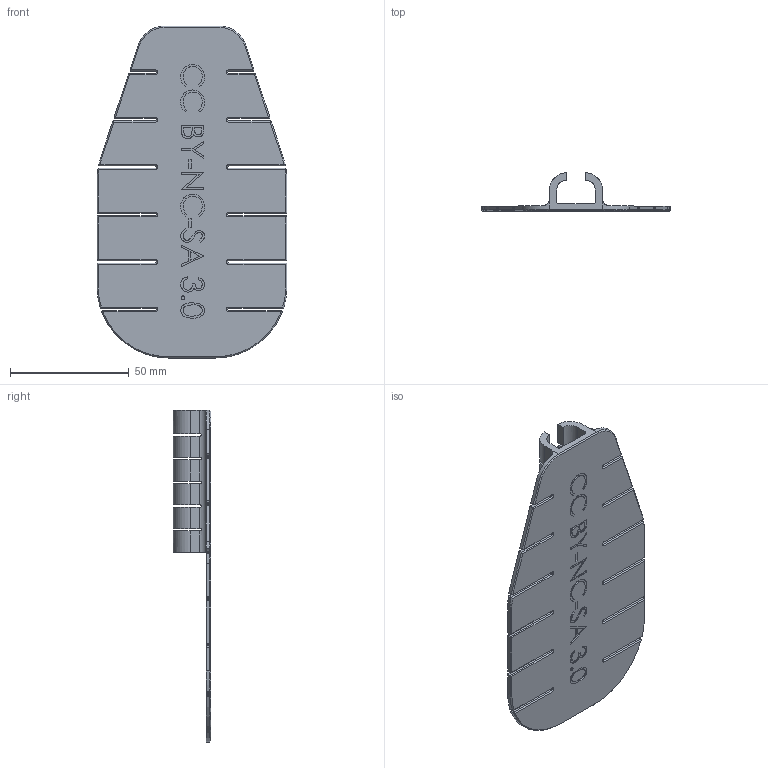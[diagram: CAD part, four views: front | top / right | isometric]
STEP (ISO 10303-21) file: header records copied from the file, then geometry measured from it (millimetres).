
FILE_DESCRIPTION (( 'STEP AP214' ), '1' );
FILE_NAME ('xr elite headstrap.STEP', '2023-11-11T20:51:42', ( '' ), ( '' ), 'SwSTEP 2.0', 'SolidWorks 2010', '' );
FILE_SCHEMA (( 'AUTOMOTIVE_DESIGN' ));
Length unit declared in the file: millimetre
Products named in the file (1): xr elite headstrap
Bounding box: 80 x 16 x 140 mm (x, y, z)
Volume: 24939.4 mm3; surface area: 24544.9 mm2
Topology: 1 solids, 1 shells, 641 faces, 1721 edges, 1083 vertices
Faces by surface type: plane 322, bspline 132, cylinder 127, cone 60
Entity records: 28412 total; most frequent: CARTESIAN_POINT 13374, ORIENTED_EDGE 3390, DIRECTION 2640, EDGE_CURVE 1695, VECTOR 1118, LINE 1118, VERTEX_POINT 1083, AXIS2_PLACEMENT_3D 761
